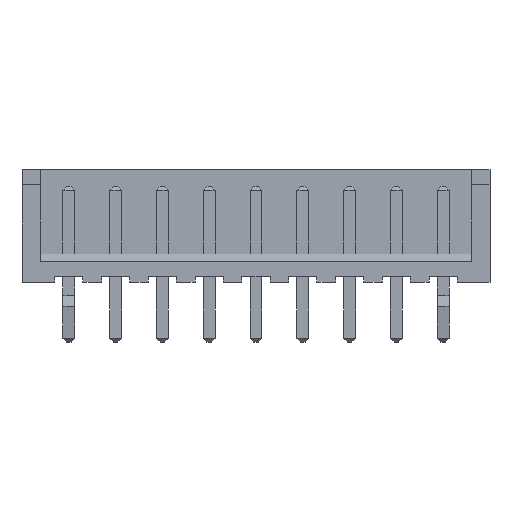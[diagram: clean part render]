
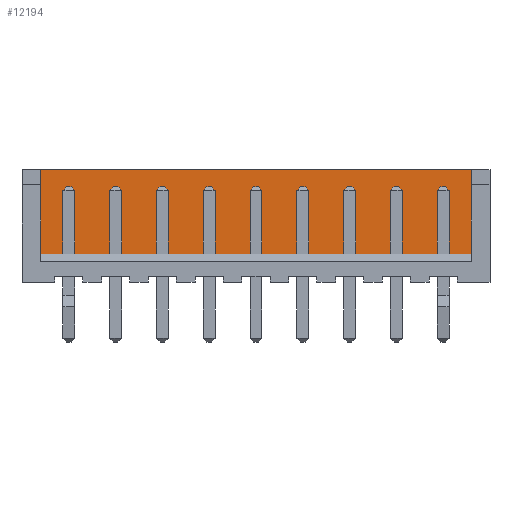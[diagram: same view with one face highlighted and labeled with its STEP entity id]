
A CAD part, front view. The second image highlights one B-rep face of the part: STEP entity #12194.
In plain terms, the highlighted planar face has unit normal (0, -1, 0).
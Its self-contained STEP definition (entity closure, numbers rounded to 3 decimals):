
#5118 = PLANE('',#5119);
#5119 = AXIS2_PLACEMENT_3D('',#5120,#5121,#5122);
#5120 = CARTESIAN_POINT('',(10.,0.162,1.5));
#5121 = DIRECTION('',(0.,0.,-1.));
#5122 = DIRECTION('',(0.,-1.,0.));
#5174 = PLANE('',#5175);
#5175 = AXIS2_PLACEMENT_3D('',#5176,#5177,#5178);
#5176 = CARTESIAN_POINT('',(-2.5,-2.2,6.));
#5177 = DIRECTION('',(0.,0.,-1.));
#5178 = DIRECTION('',(-1.,0.,0.));
#8386 = VERTEX_POINT('',#8387);
#8387 = CARTESIAN_POINT('',(22.05,1.15,6.));
#8401 = PLANE('',#8402);
#8402 = AXIS2_PLACEMENT_3D('',#8403,#8404,#8405);
#8403 = CARTESIAN_POINT('',(22.05,0.65,6.));
#8404 = DIRECTION('',(1.,0.,0.));
#8405 = DIRECTION('',(0.,1.,0.));
#8413 = EDGE_CURVE('',#8386,#8414,#8416,.T.);
#8414 = VERTEX_POINT('',#8415);
#8415 = CARTESIAN_POINT('',(-2.05,1.15,6.));
#8416 = SURFACE_CURVE('',#8417,(#8421,#8428),.PCURVE_S1.);
#8417 = LINE('',#8418,#8419);
#8418 = CARTESIAN_POINT('',(22.05,1.15,6.));
#8419 = VECTOR('',#8420,1.);
#8420 = DIRECTION('',(-1.,0.,0.));
#8421 = PCURVE('',#5174,#8422);
#8422 = DEFINITIONAL_REPRESENTATION('',(#8423),#8427);
#8423 = LINE('',#8424,#8425);
#8424 = CARTESIAN_POINT('',(-24.55,3.35));
#8425 = VECTOR('',#8426,1.);
#8426 = DIRECTION('',(1.,0.));
#8427 = ( GEOMETRIC_REPRESENTATION_CONTEXT(2)
PARAMETRIC_REPRESENTATION_CONTEXT() REPRESENTATION_CONTEXT('2D SPACE',''
) );
#8428 = PCURVE('',#8429,#8434);
#8429 = PLANE('',#8430);
#8430 = AXIS2_PLACEMENT_3D('',#8431,#8432,#8433);
#8431 = CARTESIAN_POINT('',(22.05,1.15,6.));
#8432 = DIRECTION('',(0.,1.,0.));
#8433 = DIRECTION('',(-1.,0.,0.));
#8434 = DEFINITIONAL_REPRESENTATION('',(#8435),#8439);
#8435 = LINE('',#8436,#8437);
#8436 = CARTESIAN_POINT('',(0.,0.));
#8437 = VECTOR('',#8438,1.);
#8438 = DIRECTION('',(1.,0.));
#8439 = ( GEOMETRIC_REPRESENTATION_CONTEXT(2)
PARAMETRIC_REPRESENTATION_CONTEXT() REPRESENTATION_CONTEXT('2D SPACE',''
) );
#8457 = PLANE('',#8458);
#8458 = AXIS2_PLACEMENT_3D('',#8459,#8460,#8461);
#8459 = CARTESIAN_POINT('',(-2.05,1.15,6.));
#8460 = DIRECTION('',(-1.,0.,0.));
#8461 = DIRECTION('',(0.,-1.,0.));
#8709 = VERTEX_POINT('',#8710);
#8710 = CARTESIAN_POINT('',(-2.05,1.15,1.5));
#8731 = EDGE_CURVE('',#8732,#8709,#8734,.T.);
#8732 = VERTEX_POINT('',#8733);
#8733 = CARTESIAN_POINT('',(22.05,1.15,1.5));
#8734 = SURFACE_CURVE('',#8735,(#8739,#8746),.PCURVE_S1.);
#8735 = LINE('',#8736,#8737);
#8736 = CARTESIAN_POINT('',(22.05,1.15,1.5));
#8737 = VECTOR('',#8738,1.);
#8738 = DIRECTION('',(-1.,0.,0.));
#8739 = PCURVE('',#5118,#8740);
#8740 = DEFINITIONAL_REPRESENTATION('',(#8741),#8745);
#8741 = LINE('',#8742,#8743);
#8742 = CARTESIAN_POINT('',(-0.988,-12.05));
#8743 = VECTOR('',#8744,1.);
#8744 = DIRECTION('',(0.,1.));
#8745 = ( GEOMETRIC_REPRESENTATION_CONTEXT(2)
PARAMETRIC_REPRESENTATION_CONTEXT() REPRESENTATION_CONTEXT('2D SPACE',''
) );
#8746 = PCURVE('',#8429,#8747);
#8747 = DEFINITIONAL_REPRESENTATION('',(#8748),#8752);
#8748 = LINE('',#8749,#8750);
#8749 = CARTESIAN_POINT('',(0.,-4.5));
#8750 = VECTOR('',#8751,1.);
#8751 = DIRECTION('',(1.,0.));
#8752 = ( GEOMETRIC_REPRESENTATION_CONTEXT(2)
PARAMETRIC_REPRESENTATION_CONTEXT() REPRESENTATION_CONTEXT('2D SPACE',''
) );
#12171 = EDGE_CURVE('',#8414,#8709,#12172,.T.);
#12172 = SURFACE_CURVE('',#12173,(#12177,#12184),.PCURVE_S1.);
#12173 = LINE('',#12174,#12175);
#12174 = CARTESIAN_POINT('',(-2.05,1.15,6.));
#12175 = VECTOR('',#12176,1.);
#12176 = DIRECTION('',(0.,0.,-1.));
#12177 = PCURVE('',#8457,#12178);
#12178 = DEFINITIONAL_REPRESENTATION('',(#12179),#12183);
#12179 = LINE('',#12180,#12181);
#12180 = CARTESIAN_POINT('',(0.,0.));
#12181 = VECTOR('',#12182,1.);
#12182 = DIRECTION('',(0.,-1.));
#12183 = ( GEOMETRIC_REPRESENTATION_CONTEXT(2)
PARAMETRIC_REPRESENTATION_CONTEXT() REPRESENTATION_CONTEXT('2D SPACE',''
) );
#12184 = PCURVE('',#8429,#12185);
#12185 = DEFINITIONAL_REPRESENTATION('',(#12186),#12190);
#12186 = LINE('',#12187,#12188);
#12187 = CARTESIAN_POINT('',(24.1,0.));
#12188 = VECTOR('',#12189,1.);
#12189 = DIRECTION('',(0.,-1.));
#12190 = ( GEOMETRIC_REPRESENTATION_CONTEXT(2)
PARAMETRIC_REPRESENTATION_CONTEXT() REPRESENTATION_CONTEXT('2D SPACE',''
) );
#12194 = ADVANCED_FACE('',(#12195),#8429,.F.);
#12195 = FACE_BOUND('',#12196,.F.);
#12196 = EDGE_LOOP('',(#12197,#12218,#12219,#12220));
#12197 = ORIENTED_EDGE('',*,*,#12198,.T.);
#12198 = EDGE_CURVE('',#8386,#8732,#12199,.T.);
#12199 = SURFACE_CURVE('',#12200,(#12204,#12211),.PCURVE_S1.);
#12200 = LINE('',#12201,#12202);
#12201 = CARTESIAN_POINT('',(22.05,1.15,6.));
#12202 = VECTOR('',#12203,1.);
#12203 = DIRECTION('',(0.,0.,-1.));
#12204 = PCURVE('',#8429,#12205);
#12205 = DEFINITIONAL_REPRESENTATION('',(#12206),#12210);
#12206 = LINE('',#12207,#12208);
#12207 = CARTESIAN_POINT('',(0.,0.));
#12208 = VECTOR('',#12209,1.);
#12209 = DIRECTION('',(0.,-1.));
#12210 = ( GEOMETRIC_REPRESENTATION_CONTEXT(2)
PARAMETRIC_REPRESENTATION_CONTEXT() REPRESENTATION_CONTEXT('2D SPACE',''
) );
#12211 = PCURVE('',#8401,#12212);
#12212 = DEFINITIONAL_REPRESENTATION('',(#12213),#12217);
#12213 = LINE('',#12214,#12215);
#12214 = CARTESIAN_POINT('',(0.5,0.));
#12215 = VECTOR('',#12216,1.);
#12216 = DIRECTION('',(0.,-1.));
#12217 = ( GEOMETRIC_REPRESENTATION_CONTEXT(2)
PARAMETRIC_REPRESENTATION_CONTEXT() REPRESENTATION_CONTEXT('2D SPACE',''
) );
#12218 = ORIENTED_EDGE('',*,*,#8731,.T.);
#12219 = ORIENTED_EDGE('',*,*,#12171,.F.);
#12220 = ORIENTED_EDGE('',*,*,#8413,.F.);
